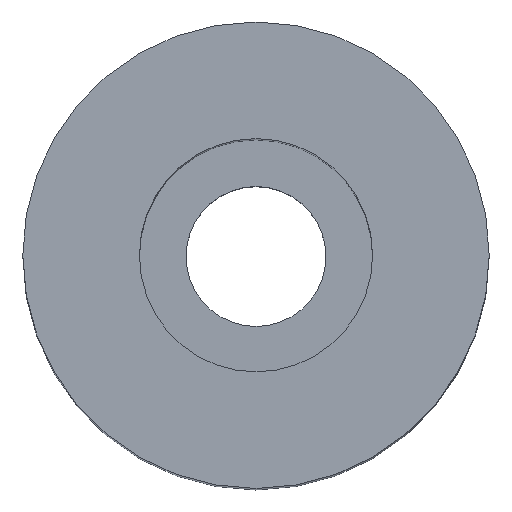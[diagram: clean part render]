
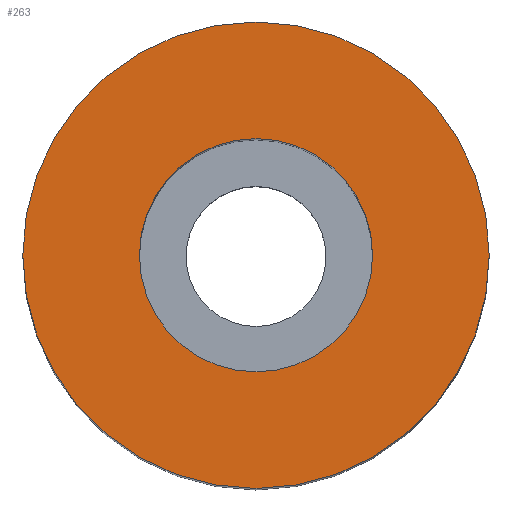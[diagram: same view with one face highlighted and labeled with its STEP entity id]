
A CAD part, top view. The second image highlights one B-rep face of the part: STEP entity #263.
In plain terms, the highlighted planar face has unit normal (0, 0, 1).
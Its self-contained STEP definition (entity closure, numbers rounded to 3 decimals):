
#1 = CARTESIAN_POINT ( 'NONE',  ( 0., 0., 75. ) ) ;
#17 = CARTESIAN_POINT ( 'NONE',  ( -10., 0., 75. ) ) ;
#24 = VERTEX_POINT ( 'NONE', #152 ) ;
#25 = DIRECTION ( 'NONE',  ( -1., 0., 0. ) ) ;
#26 = PLANE ( 'NONE',  #268 ) ;
#29 = ORIENTED_EDGE ( 'NONE', *, *, #302, .T. ) ;
#32 = AXIS2_PLACEMENT_3D ( 'NONE', #1, #266, #309 ) ;
#34 = CARTESIAN_POINT ( 'NONE',  ( 0., 0., 75. ) ) ;
#38 = DIRECTION ( 'NONE',  ( 0., 0., 1. ) ) ;
#54 = FACE_OUTER_BOUND ( 'NONE', #211, .T. ) ;
#55 = CIRCLE ( 'NONE', #109, 20. ) ;
#64 = CIRCLE ( 'NONE', #146, 10. ) ;
#67 = VERTEX_POINT ( 'NONE', #17 ) ;
#90 = EDGE_LOOP ( 'NONE', ( #317, #312 ) ) ;
#101 = CIRCLE ( 'NONE', #32, 10. ) ;
#109 = AXIS2_PLACEMENT_3D ( 'NONE', #131, #294, #329 ) ;
#112 = AXIS2_PLACEMENT_3D ( 'NONE', #210, #38, #248 ) ;
#131 = CARTESIAN_POINT ( 'NONE',  ( 0., 0., 75. ) ) ;
#146 = AXIS2_PLACEMENT_3D ( 'NONE', #34, #310, #290 ) ;
#147 = VERTEX_POINT ( 'NONE', #200 ) ;
#152 = CARTESIAN_POINT ( 'NONE',  ( 20., 0., 75. ) ) ;
#177 = EDGE_CURVE ( 'NONE', #147, #24, #55, .T. ) ;
#187 = CIRCLE ( 'NONE', #112, 20. ) ;
#200 = CARTESIAN_POINT ( 'NONE',  ( -20., 0., 75. ) ) ;
#208 = ORIENTED_EDGE ( 'NONE', *, *, #177, .T. ) ;
#210 = CARTESIAN_POINT ( 'NONE',  ( 0., 0., 75. ) ) ;
#211 = EDGE_LOOP ( 'NONE', ( #29, #208 ) ) ;
#238 = CARTESIAN_POINT ( 'NONE',  ( 20., 0., 75. ) ) ;
#240 = EDGE_CURVE ( 'NONE', #314, #67, #101, .T. ) ;
#248 = DIRECTION ( 'NONE',  ( 1., 0., 0. ) ) ;
#260 = DIRECTION ( 'NONE',  ( 0., 0., -1. ) ) ;
#263 = ADVANCED_FACE ( 'NONE', ( #282, #54 ), #26, .F. ) ;
#266 = DIRECTION ( 'NONE',  ( 0., 0., 1. ) ) ;
#268 = AXIS2_PLACEMENT_3D ( 'NONE', #238, #260, #25 ) ;
#282 = FACE_BOUND ( 'NONE', #90, .T. ) ;
#288 = CARTESIAN_POINT ( 'NONE',  ( 10., 0., 75. ) ) ;
#290 = DIRECTION ( 'NONE',  ( 1., 0., 0. ) ) ;
#294 = DIRECTION ( 'NONE',  ( 0., 0., 1. ) ) ;
#302 = EDGE_CURVE ( 'NONE', #24, #147, #187, .T. ) ;
#309 = DIRECTION ( 'NONE',  ( 1., 0., 0. ) ) ;
#310 = DIRECTION ( 'NONE',  ( 0., 0., 1. ) ) ;
#312 = ORIENTED_EDGE ( 'NONE', *, *, #326, .F. ) ;
#314 = VERTEX_POINT ( 'NONE', #288 ) ;
#317 = ORIENTED_EDGE ( 'NONE', *, *, #240, .F. ) ;
#326 = EDGE_CURVE ( 'NONE', #67, #314, #64, .T. ) ;
#329 = DIRECTION ( 'NONE',  ( 1., 0., 0. ) ) ;
